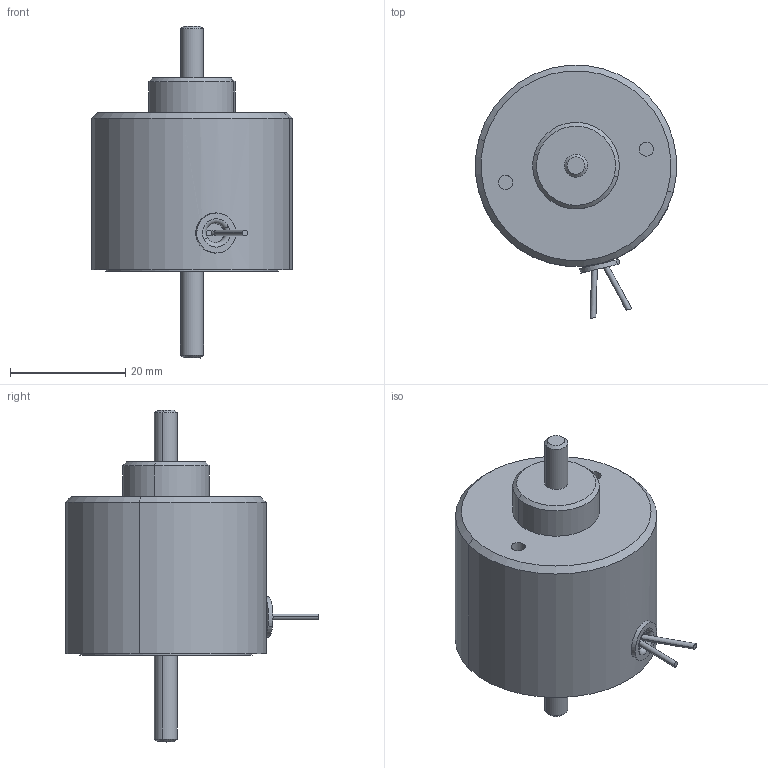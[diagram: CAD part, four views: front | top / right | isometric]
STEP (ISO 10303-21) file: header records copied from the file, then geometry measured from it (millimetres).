
FILE_DESCRIPTION(('CATIA V5 STEP Exchange','CAx-IF Rec.Pracs.--- Model Styling and Organization---1.4--- 2014-01-23'),'2;1');
FILE_NAME('D39-BOR.stp','2018-08-15T07:34:11+00:00',('none'),('none'),'CATIA Version 5-6 Release 2016 SP3 HF42','CATIA V5 STEP AP214','none');
FILE_SCHEMA(('AUTOMOTIVE_DESIGN { 1 0 10303 214 1 1 1 1 }'));
Length unit declared in the file: millimetre
Products named in the file (1): Part4
Bounding box: 34.78 x 43.84 x 57.5 mm (x, y, z)
Volume: 27222.1 mm3; surface area: 5800.5 mm2
Topology: 1 solids, 1 shells, 70 faces, 142 edges, 89 vertices
Faces by surface type: cylinder 34, plane 18, cone 10, extrusion 4, torus 4
Entity records: 1761 total; most frequent: CARTESIAN_POINT 369, ORIENTED_EDGE 284, DIRECTION 226, EDGE_CURVE 142, AXIS2_PLACEMENT_3D 132, VERTEX_POINT 89, CIRCLE 86, EDGE_LOOP 85
